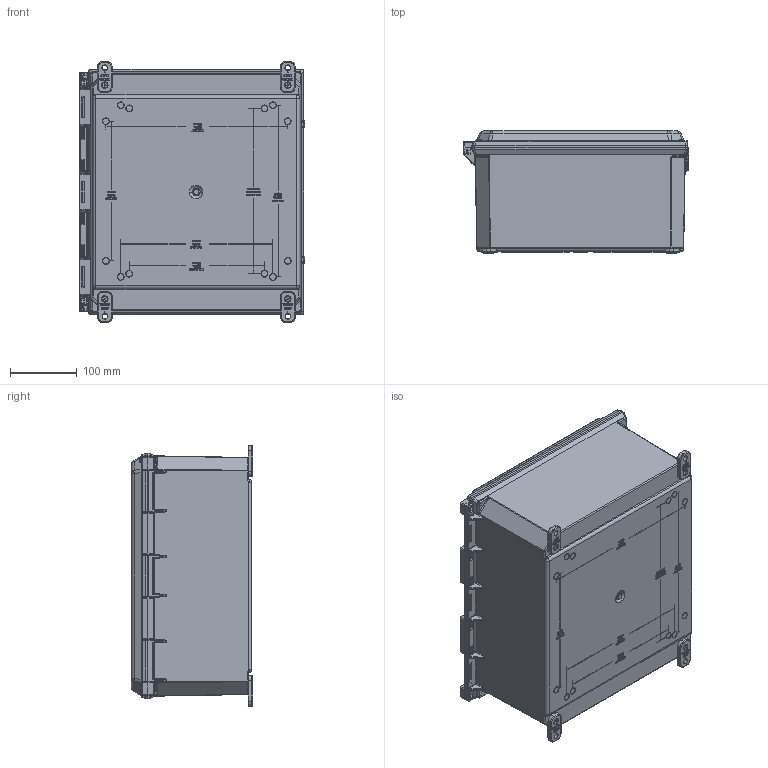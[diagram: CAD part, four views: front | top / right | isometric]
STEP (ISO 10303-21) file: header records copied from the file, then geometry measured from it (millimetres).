
FILE_DESCRIPTION (( 'STEP AP203' ), '1' );
FILE_NAME ('AMP1426.step', '2014-04-14T11:42:03', ( '' ), ( '' ), 'SwSTEP 2.0', 'SolidWorks 2014', '' );
FILE_SCHEMA (( 'CONFIG_CONTROL_DESIGN' ));
Length unit declared in the file: inch
Products named in the file (10): 70-006ORING; 55-103275316_PreviewCfg; 2381001; 2773001_box; AMP1426; 2952001_part; 70-60824PC-1; 70-60250; 55-1032516_PreviewCfg; 55-103212316
Assembly tree (35 placements, depth 2):
  AMP1426
    2773001_box
    2952001_part
    70-60824PC-1
    70-60250  x12
    55-1032516_PreviewCfg  x4
    55-103212316  x4
    70-006ORING  x4
    55-103275316_PreviewCfg  x4
    2381001  x4
Bounding box: 338.99 x 183.06 x 391.67 mm (x, y, z)
Volume: 2528196.5 mm3; surface area: 1167691.8 mm2
Topology: 35 solids, 35 shells, 5929 faces, 15246 edges, 9738 vertices
Faces by surface type: plane 3068, bspline 1300, cylinder 971, cone 340, torus 158, sphere 92
Entity records: 199848 total; most frequent: CARTESIAN_POINT 91242, ORIENTED_EDGE 24566, DIRECTION 18091, EDGE_CURVE 12283, VERTEX_POINT 7867, LINE 7865, VECTOR 7865, EDGE_LOOP 5176
